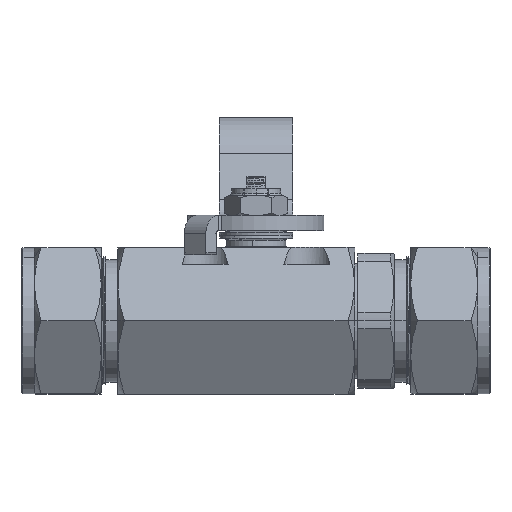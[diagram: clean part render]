
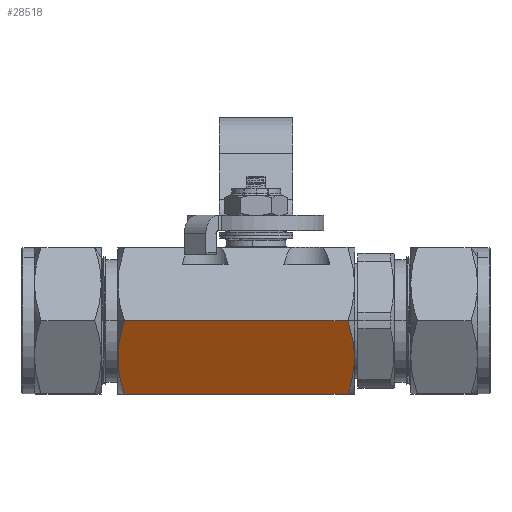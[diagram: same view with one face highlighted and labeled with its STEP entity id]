
A CAD part, top view. The second image highlights one B-rep face of the part: STEP entity #28518.
In plain terms, the highlighted planar face has unit normal (0, -0.5, 0.866).
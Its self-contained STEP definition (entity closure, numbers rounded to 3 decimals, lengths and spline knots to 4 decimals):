
#3051 = VERTEX_POINT ( 'NONE', #10082 ) ;
#3125 = DIRECTION ( 'NONE',  ( 0., 0.866, 0.5 ) ) ;
#3170 = DIRECTION ( 'NONE',  ( 0., 0.5, -0.866 ) ) ;
#3260 = PLANE ( 'NONE',  #30437 ) ;
#3519 = CARTESIAN_POINT ( 'NONE',  ( 1.01, 0., 0.866 ) ) ;
#5205 = DIRECTION ( 'NONE',  ( -1., 0., 0. ) ) ;
#5295 = CARTESIAN_POINT ( 'NONE',  ( 1.01, -0.75, 0.433 ) ) ;
#6682 = CARTESIAN_POINT ( 'NONE',  ( -1.3451, -0.75, 0.433 ) ) ;
#6733 = CARTESIAN_POINT ( 'NONE',  ( -1.3656, -0.6887, 0.4684 ) ) ;
#6741 = CARTESIAN_POINT ( 'NONE',  ( -1.3824, -0.6269, 0.5041 ) ) ;
#6786 = CARTESIAN_POINT ( 'NONE',  ( -1.3999, -0.533, 0.5583 ) ) ;
#6790 = CARTESIAN_POINT ( 'NONE',  ( -1.4045, -0.5016, 0.5765 ) ) ;
#6830 = CARTESIAN_POINT ( 'NONE',  ( -1.409, -0.454, 0.6039 ) ) ;
#6881 = CARTESIAN_POINT ( 'NONE',  ( -1.4102, -0.4381, 0.6131 ) ) ;
#6889 = CARTESIAN_POINT ( 'NONE',  ( -1.4117, -0.4062, 0.6315 ) ) ;
#6938 = CARTESIAN_POINT ( 'NONE',  ( -1.4121, -0.3902, 0.6407 ) ) ;
#6942 = CARTESIAN_POINT ( 'NONE',  ( -1.4121, -0.3105, 0.6867 ) ) ;
#6981 = CARTESIAN_POINT ( 'NONE',  ( -1.4057, -0.2475, 0.7231 ) ) ;
#7036 = CARTESIAN_POINT ( 'NONE',  ( -1.3824, -0.1229, 0.7951 ) ) ;
#7173 = CARTESIAN_POINT ( 'NONE',  ( -1.3451, 0., 0.866 ) ) ;
#7355 = VECTOR ( 'NONE', #38533, 39.3701 ) ;
#7670 = ORIENTED_EDGE ( 'NONE', *, *, #16120, .T. ) ;
#8740 = CARTESIAN_POINT ( 'NONE',  ( 0.9401, 0., 0.866 ) ) ;
#9309 = CARTESIAN_POINT ( 'NONE',  ( -1.3655, -0.0612, 0.8307 ) ) ;
#9390 = VECTOR ( 'NONE', #5205, 39.3701 ) ;
#10082 = CARTESIAN_POINT ( 'NONE',  ( -1.3451, -0.75, 0.433 ) ) ;
#11390 = VERTEX_POINT ( 'NONE', #34306 ) ;
#12132 = ORIENTED_EDGE ( 'NONE', *, *, #18924, .T. ) ;
#13662 = VERTEX_POINT ( 'NONE', #8740 ) ;
#14747 = EDGE_LOOP ( 'NONE', ( #7670, #12132, #38484, #31255 ) ) ;
#16120 = EDGE_CURVE ( 'NONE', #13662, #31857, #32922, .T. ) ;
#17037 = CARTESIAN_POINT ( 'NONE',  ( -1.3451, 0., 0.866 ) ) ;
#18924 = EDGE_CURVE ( 'NONE', #31857, #3051, #40659, .T. ) ;
#18978 = EDGE_CURVE ( 'NONE', #11390, #3051, #34702, .T. ) ;
#19118 = FACE_OUTER_BOUND ( 'NONE', #14747, .T. ) ;
#19580 = CARTESIAN_POINT ( 'NONE',  ( 0.9401, -0.75, 0.433 ) ) ;
#19627 = CARTESIAN_POINT ( 'NONE',  ( 0.9606, -0.6887, 0.4684 ) ) ;
#19668 = CARTESIAN_POINT ( 'NONE',  ( 0.9774, -0.6269, 0.5041 ) ) ;
#19673 = CARTESIAN_POINT ( 'NONE',  ( 0.9949, -0.533, 0.5583 ) ) ;
#19702 = CARTESIAN_POINT ( 'NONE',  ( 0.9995, -0.5016, 0.5765 ) ) ;
#19757 = CARTESIAN_POINT ( 'NONE',  ( 1.004, -0.454, 0.6039 ) ) ;
#19811 = CARTESIAN_POINT ( 'NONE',  ( 1.0052, -0.4381, 0.6131 ) ) ;
#19902 = CARTESIAN_POINT ( 'NONE',  ( 1.0067, -0.4062, 0.6315 ) ) ;
#19956 = CARTESIAN_POINT ( 'NONE',  ( 1.0071, -0.3902, 0.6407 ) ) ;
#19988 = CARTESIAN_POINT ( 'NONE',  ( 1.0071, -0.3105, 0.6867 ) ) ;
#20092 = CARTESIAN_POINT ( 'NONE',  ( 1.0007, -0.2475, 0.7231 ) ) ;
#20120 = CARTESIAN_POINT ( 'NONE',  ( 0.9774, -0.1229, 0.7951 ) ) ;
#20816 = CARTESIAN_POINT ( 'NONE',  ( 0.9605, -0.0612, 0.8307 ) ) ;
#21309 = CARTESIAN_POINT ( 'NONE',  ( 0.9401, 0., 0.866 ) ) ;
#23264 = EDGE_CURVE ( 'NONE', #13662, #11390, #37587, .T. ) ;
#28518 = ADVANCED_FACE ( 'NONE', ( #19118 ), #3260, .F. ) ;
#30437 = AXIS2_PLACEMENT_3D ( 'NONE', #3519, #3170, #3125 ) ;
#31255 = ORIENTED_EDGE ( 'NONE', *, *, #23264, .F. ) ;
#31857 = VERTEX_POINT ( 'NONE', #17037 ) ;
#32922 = LINE ( 'NONE', #38666, #7355 ) ;
#34306 = CARTESIAN_POINT ( 'NONE',  ( 0.9401, -0.75, 0.433 ) ) ;
#34702 = LINE ( 'NONE', #5295, #9390 ) ;
#37587 = B_SPLINE_CURVE_WITH_KNOTS ( 'NONE', 3,
 ( #21309, #20816, #20120, #20092, #19988, #19956, #19902, #19811, #19757, #19702, #19673, #19668, #19627, #19580 ),
 .UNSPECIFIED., .F., .F.,
 ( 4, 2, 2, 2, 2, 2, 4 ),
 ( 0., 0.0056, 0.0111, 0.0125, 0.0139, 0.0167, 0.0222 ),
 .UNSPECIFIED. ) ;
#38484 = ORIENTED_EDGE ( 'NONE', *, *, #18978, .F. ) ;
#38533 = DIRECTION ( 'NONE',  ( -1., 0., 0. ) ) ;
#38666 = CARTESIAN_POINT ( 'NONE',  ( 1.01, 0., 0.866 ) ) ;
#40659 = B_SPLINE_CURVE_WITH_KNOTS ( 'NONE', 3,
 ( #7173, #9309, #7036, #6981, #6942, #6938, #6889, #6881, #6830, #6790, #6786, #6741, #6733, #6682 ),
 .UNSPECIFIED., .F., .F.,
 ( 4, 2, 2, 2, 2, 2, 4 ),
 ( 0., 0.0056, 0.0111, 0.0125, 0.0139, 0.0167, 0.0222 ),
 .UNSPECIFIED. ) ;
